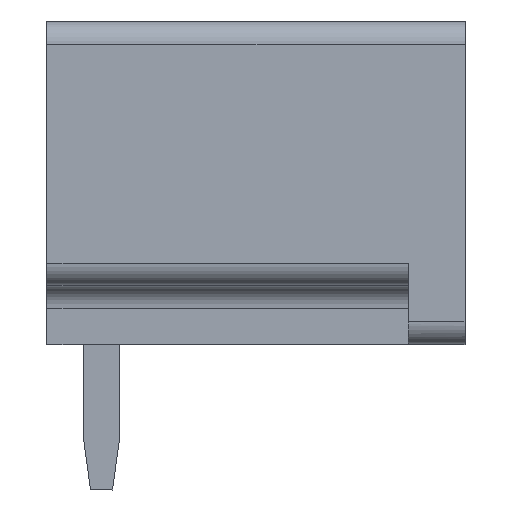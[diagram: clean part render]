
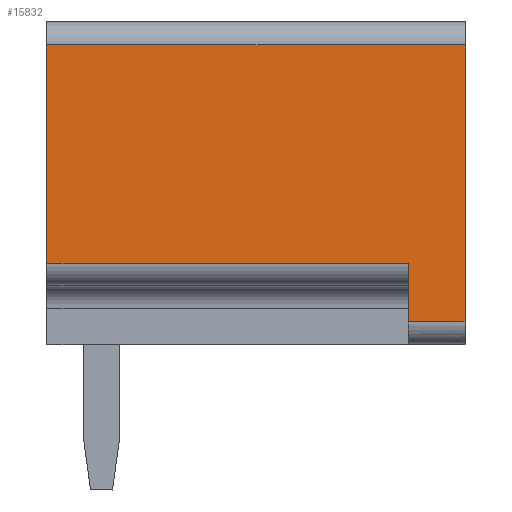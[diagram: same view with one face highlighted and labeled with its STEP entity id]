
A CAD part, left-side view. The second image highlights one B-rep face of the part: STEP entity #15832.
In plain terms, the highlighted planar face has unit normal (-1, 0, 0).
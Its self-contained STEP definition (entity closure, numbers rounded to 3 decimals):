
#15796=AXIS2_PLACEMENT_3D('Plane Axis2P3D',#15793,#15794,#15795) ;
#70=CARTESIAN_POINT('Vertex',(0.,0.,9.8)) ;
#73=CARTESIAN_POINT('Line Origine',(0.,0.,6.75)) ;
#77=CARTESIAN_POINT('Vertex',(0.,0.,3.7)) ;
#15778=CARTESIAN_POINT('Vertex',(0.,9.2,9.8)) ;
#15781=CARTESIAN_POINT('Line Origine',(0.,4.6,9.8)) ;
#15793=CARTESIAN_POINT('Axis2P3D Location',(0.,0.,9.8)) ;
#15798=CARTESIAN_POINT('Line Origine',(0.,5.225,4.99)) ;
#15802=CARTESIAN_POINT('Vertex',(0.,9.2,4.99)) ;
#15804=CARTESIAN_POINT('Vertex',(0.,1.25,4.99)) ;
#15807=CARTESIAN_POINT('Line Origine',(0.,1.25,4.345)) ;
#15811=CARTESIAN_POINT('Vertex',(0.,1.25,3.7)) ;
#15814=CARTESIAN_POINT('Line Origine',(0.,0.625,3.7)) ;
#15819=CARTESIAN_POINT('Line Origine',(0.,9.2,7.395)) ;
#74=DIRECTION('Vector Direction',(0.,0.,-1.)) ;
#15782=DIRECTION('Vector Direction',(0.,-1.,0.)) ;
#15794=DIRECTION('Axis2P3D Direction',(1.,-0.,0.)) ;
#15795=DIRECTION('Axis2P3D XDirection',(0.,0.,-1.)) ;
#15799=DIRECTION('Vector Direction',(0.,-1.,0.)) ;
#15808=DIRECTION('Vector Direction',(0.,0.,-1.)) ;
#15815=DIRECTION('Vector Direction',(0.,1.,0.)) ;
#15820=DIRECTION('Vector Direction',(0.,0.,-1.)) ;
#75=VECTOR('Line Direction',#74,1.) ;
#15783=VECTOR('Line Direction',#15782,1.) ;
#15800=VECTOR('Line Direction',#15799,1.) ;
#15809=VECTOR('Line Direction',#15808,1.) ;
#15816=VECTOR('Line Direction',#15815,1.) ;
#15821=VECTOR('Line Direction',#15820,1.) ;
#15825=ORIENTED_EDGE('',*,*,#15806,.T.) ;
#15826=ORIENTED_EDGE('',*,*,#15813,.T.) ;
#15827=ORIENTED_EDGE('',*,*,#15818,.F.) ;
#15828=ORIENTED_EDGE('',*,*,#79,.F.) ;
#15829=ORIENTED_EDGE('',*,*,#15785,.T.) ;
#15830=ORIENTED_EDGE('',*,*,#15823,.T.) ;
#15832=ADVANCED_FACE('HOUSING',(#15831),#15797,.F.) ;
#79=EDGE_CURVE('',#71,#78,#76,.T.) ;
#15785=EDGE_CURVE('',#71,#15779,#15784,.F.) ;
#15806=EDGE_CURVE('',#15803,#15805,#15801,.T.) ;
#15813=EDGE_CURVE('',#15805,#15812,#15810,.T.) ;
#15818=EDGE_CURVE('',#78,#15812,#15817,.T.) ;
#15823=EDGE_CURVE('',#15779,#15803,#15822,.T.) ;
#15824=EDGE_LOOP('',(#15825,#15826,#15827,#15828,#15829,#15830)) ;
#15831=FACE_OUTER_BOUND('',#15824,.T.) ;
#76=LINE('Line',#73,#75) ;
#15784=LINE('Line',#15781,#15783) ;
#15801=LINE('Line',#15798,#15800) ;
#15810=LINE('Line',#15807,#15809) ;
#15817=LINE('Line',#15814,#15816) ;
#15822=LINE('Line',#15819,#15821) ;
#15797=PLANE('',#15796) ;
#71=VERTEX_POINT('',#70) ;
#78=VERTEX_POINT('',#77) ;
#15779=VERTEX_POINT('',#15778) ;
#15803=VERTEX_POINT('',#15802) ;
#15805=VERTEX_POINT('',#15804) ;
#15812=VERTEX_POINT('',#15811) ;
